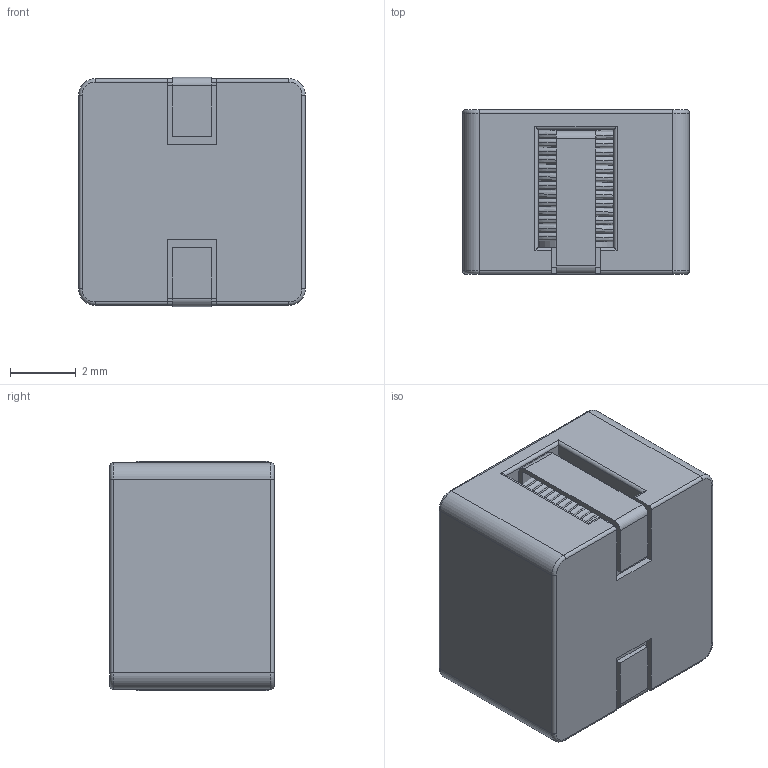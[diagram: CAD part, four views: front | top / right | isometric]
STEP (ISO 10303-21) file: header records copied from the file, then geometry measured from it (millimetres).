
FILE_DESCRIPTION (( 'STEP AP214' ), '1' );
FILE_NAME ('WE-HCI 7050.STEP', '2016-01-25T22:49:51', ( '' ), ( '' ), 'SwSTEP 2.0', 'SolidWorks 2015', '' );
FILE_SCHEMA (( 'AUTOMOTIVE_DESIGN' ));
Length unit declared in the file: millimetre
Products named in the file (1): WE-HCI 7050
Bounding box: 6.9 x 5 x 6.98 mm (x, y, z)
Volume: 160.4 mm3; surface area: 498.6 mm2
Topology: 2 solids, 2 shells, 123 faces, 493 edges, 320 vertices
Faces by surface type: cylinder 63, plane 49, torus 8, bspline 3
Entity records: 10331 total; most frequent: CARTESIAN_POINT 6230, ORIENTED_EDGE 986, DIRECTION 589, EDGE_CURVE 493, VERTEX_POINT 320, LINE 215, VECTOR 215, AXIS2_PLACEMENT_3D 187
